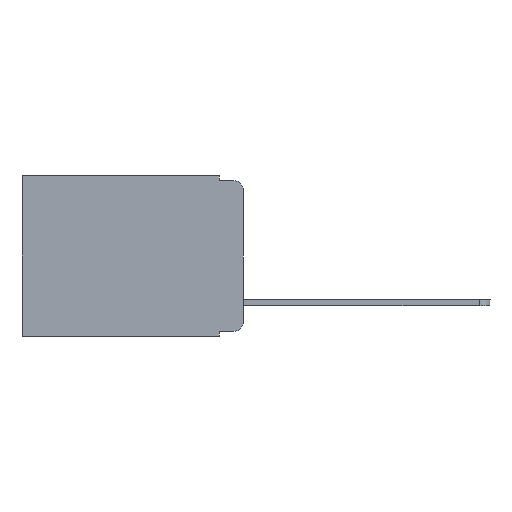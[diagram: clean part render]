
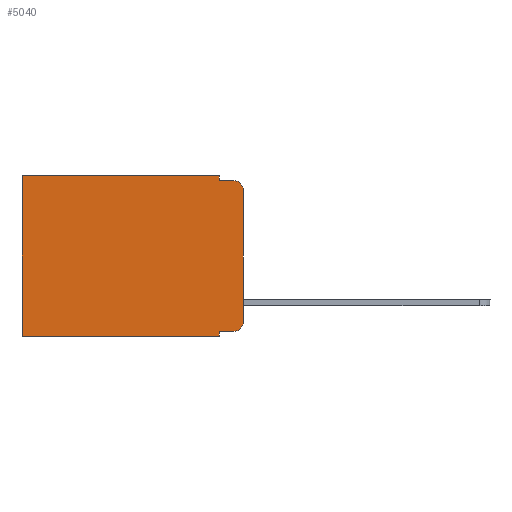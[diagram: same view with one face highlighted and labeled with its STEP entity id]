
A CAD part, left-side view. The second image highlights one B-rep face of the part: STEP entity #5040.
In plain terms, the highlighted planar face has unit normal (-1, 0, 0).
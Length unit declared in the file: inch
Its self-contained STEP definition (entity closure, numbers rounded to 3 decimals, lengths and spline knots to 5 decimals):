
#13 = EDGE_LOOP ( 'NONE', ( #2912, #8090, #6395, #6774, #6374, #513, #687, #8423, #1498, #7190 ) ) ;
#116 = LINE ( 'NONE', #9926, #9230 ) ;
#172 = CARTESIAN_POINT ( 'NONE',  ( 0.298, 0., -0.03 ) ) ;
#328 = CARTESIAN_POINT ( 'NONE',  ( 0.298, 0., 0. ) ) ;
#341 = EDGE_CURVE ( 'NONE', #8619, #2666, #3500, .T. ) ;
#513 = ORIENTED_EDGE ( 'NONE', *, *, #9176, .T. ) ;
#687 = ORIENTED_EDGE ( 'NONE', *, *, #4027, .F. ) ;
#963 = LINE ( 'NONE', #7105, #7337 ) ;
#964 = CARTESIAN_POINT ( 'NONE',  ( 0.298, 0.02, -0.03 ) ) ;
#1379 = CARTESIAN_POINT ( 'NONE',  ( 0.298, 0.051, -0.333 ) ) ;
#1498 = ORIENTED_EDGE ( 'NONE', *, *, #2227, .T. ) ;
#1820 = VECTOR ( 'NONE', #7172, 39.37008 ) ;
#2011 = DIRECTION ( 'NONE',  ( 0., 0., -1. ) ) ;
#2115 = DIRECTION ( 'NONE',  ( -1., 0., 0. ) ) ;
#2227 = EDGE_CURVE ( 'NONE', #6969, #8986, #2250, .T. ) ;
#2250 = LINE ( 'NONE', #1379, #10410 ) ;
#2256 = VERTEX_POINT ( 'NONE', #8833 ) ;
#2482 = CARTESIAN_POINT ( 'NONE',  ( 0.298, 0.473, 0. ) ) ;
#2559 = CARTESIAN_POINT ( 'NONE',  ( 0.298, 0.051, -0.343 ) ) ;
#2666 = VERTEX_POINT ( 'NONE', #10135 ) ;
#2684 = DIRECTION ( 'NONE',  ( 0., 0., -1. ) ) ;
#2810 = LINE ( 'NONE', #9013, #10451 ) ;
#2912 = ORIENTED_EDGE ( 'NONE', *, *, #4581, .F. ) ;
#3097 = CARTESIAN_POINT ( 'NONE',  ( 0.298, 0.051, -0.01 ) ) ;
#3365 = CARTESIAN_POINT ( 'NONE',  ( 0.298, 0.473, -0.343 ) ) ;
#3434 = EDGE_CURVE ( 'NONE', #2256, #10004, #116, .T. ) ;
#3500 = CIRCLE ( 'NONE', #10144, 0.02 ) ;
#3535 = VERTEX_POINT ( 'NONE', #2559 ) ;
#3792 = EDGE_CURVE ( 'NONE', #2256, #7274, #9352, .T. ) ;
#4027 = EDGE_CURVE ( 'NONE', #3535, #8707, #7277, .T. ) ;
#4032 = VECTOR ( 'NONE', #5514, 39.37008 ) ;
#4100 = DIRECTION ( 'NONE',  ( 0., 0., -1. ) ) ;
#4211 = DIRECTION ( 'NONE',  ( -1., 0., 0. ) ) ;
#4358 = EDGE_CURVE ( 'NONE', #8986, #8087, #5560, .T. ) ;
#4581 = EDGE_CURVE ( 'NONE', #8619, #8087, #5801, .T. ) ;
#4615 = DIRECTION ( 'NONE',  ( 0., 0., -1. ) ) ;
#5040 = ADVANCED_FACE ( 'NONE', ( #6838 ), #5293, .F. ) ;
#5208 = CARTESIAN_POINT ( 'NONE',  ( 0.298, 0., -0.313 ) ) ;
#5290 = DIRECTION ( 'NONE',  ( 0., 0., -1. ) ) ;
#5293 = PLANE ( 'NONE',  #8524 ) ;
#5384 = DIRECTION ( 'NONE',  ( 0., 0., -1. ) ) ;
#5514 = DIRECTION ( 'NONE',  ( 0., 1., 0. ) ) ;
#5515 = DIRECTION ( 'NONE',  ( 0., -1., 0. ) ) ;
#5560 = CIRCLE ( 'NONE', #7687, 0.02 ) ;
#5801 = LINE ( 'NONE', #8013, #7251 ) ;
#5819 = CARTESIAN_POINT ( 'NONE',  ( 0.298, 0.051, -0.333 ) ) ;
#5915 = LINE ( 'NONE', #3097, #6701 ) ;
#6374 = ORIENTED_EDGE ( 'NONE', *, *, #3792, .T. ) ;
#6395 = ORIENTED_EDGE ( 'NONE', *, *, #7885, .F. ) ;
#6701 = VECTOR ( 'NONE', #8905, 39.37008 ) ;
#6774 = ORIENTED_EDGE ( 'NONE', *, *, #3434, .F. ) ;
#6838 = FACE_OUTER_BOUND ( 'NONE', #13, .T. ) ;
#6969 = VERTEX_POINT ( 'NONE', #5819 ) ;
#7007 = DIRECTION ( 'NONE',  ( 1., 0., 0. ) ) ;
#7078 = CARTESIAN_POINT ( 'NONE',  ( 0.298, 0.02, -0.313 ) ) ;
#7080 = CARTESIAN_POINT ( 'NONE',  ( 0.298, 0.051, -0.01 ) ) ;
#7105 = CARTESIAN_POINT ( 'NONE',  ( 0.298, 0.051, 0. ) ) ;
#7172 = DIRECTION ( 'NONE',  ( 0., 1., 0. ) ) ;
#7190 = ORIENTED_EDGE ( 'NONE', *, *, #4358, .T. ) ;
#7251 = VECTOR ( 'NONE', #9923, 39.37008 ) ;
#7274 = VERTEX_POINT ( 'NONE', #2482 ) ;
#7277 = LINE ( 'NONE', #8801, #4032 ) ;
#7337 = VECTOR ( 'NONE', #5384, 39.37008 ) ;
#7687 = AXIS2_PLACEMENT_3D ( 'NONE', #7078, #2115, #4615 ) ;
#7740 = CARTESIAN_POINT ( 'NONE',  ( 0.298, 0.02, -0.333 ) ) ;
#7885 = EDGE_CURVE ( 'NONE', #10004, #2666, #5915, .T. ) ;
#8013 = CARTESIAN_POINT ( 'NONE',  ( 0.298, 0., 0. ) ) ;
#8087 = VERTEX_POINT ( 'NONE', #5208 ) ;
#8090 = ORIENTED_EDGE ( 'NONE', *, *, #341, .T. ) ;
#8423 = ORIENTED_EDGE ( 'NONE', *, *, #10409, .F. ) ;
#8524 = AXIS2_PLACEMENT_3D ( 'NONE', #328, #7007, #2011 ) ;
#8619 = VERTEX_POINT ( 'NONE', #172 ) ;
#8707 = VERTEX_POINT ( 'NONE', #3365 ) ;
#8801 = CARTESIAN_POINT ( 'NONE',  ( 0.298, 0., -0.343 ) ) ;
#8833 = CARTESIAN_POINT ( 'NONE',  ( 0.298, 0.051, 0. ) ) ;
#8891 = CARTESIAN_POINT ( 'NONE',  ( 0.298, 0., 0. ) ) ;
#8905 = DIRECTION ( 'NONE',  ( 0., -1., 0. ) ) ;
#8986 = VERTEX_POINT ( 'NONE', #7740 ) ;
#9013 = CARTESIAN_POINT ( 'NONE',  ( 0.298, 0.473, 0. ) ) ;
#9176 = EDGE_CURVE ( 'NONE', #7274, #8707, #2810, .T. ) ;
#9230 = VECTOR ( 'NONE', #4100, 39.37008 ) ;
#9352 = LINE ( 'NONE', #8891, #1820 ) ;
#9923 = DIRECTION ( 'NONE',  ( 0., 0., -1. ) ) ;
#9926 = CARTESIAN_POINT ( 'NONE',  ( 0.298, 0.051, 0. ) ) ;
#10004 = VERTEX_POINT ( 'NONE', #7080 ) ;
#10135 = CARTESIAN_POINT ( 'NONE',  ( 0.298, 0.02, -0.01 ) ) ;
#10144 = AXIS2_PLACEMENT_3D ( 'NONE', #964, #4211, #2684 ) ;
#10409 = EDGE_CURVE ( 'NONE', #6969, #3535, #963, .T. ) ;
#10410 = VECTOR ( 'NONE', #5515, 39.37008 ) ;
#10451 = VECTOR ( 'NONE', #5290, 39.37008 ) ;
